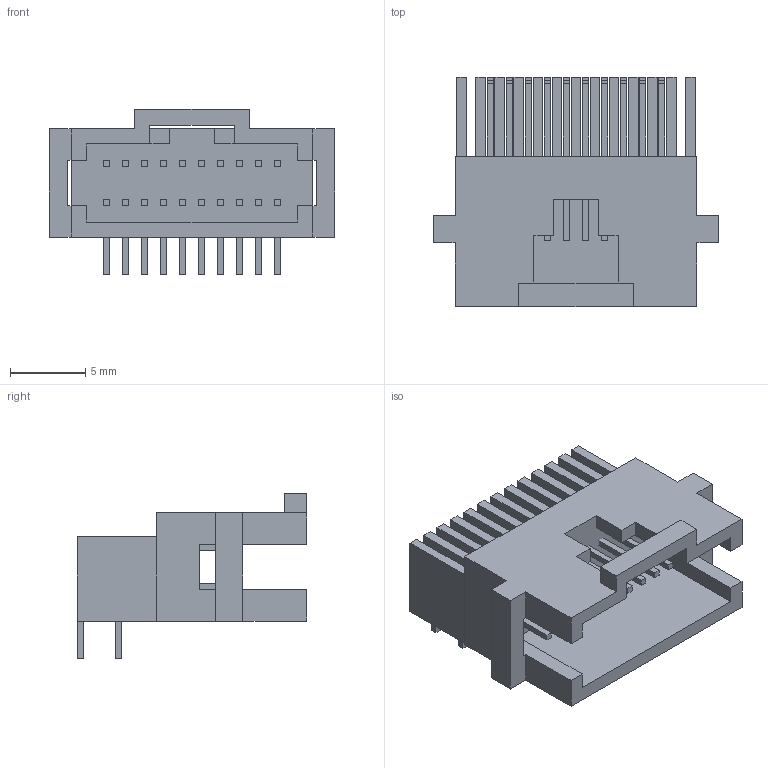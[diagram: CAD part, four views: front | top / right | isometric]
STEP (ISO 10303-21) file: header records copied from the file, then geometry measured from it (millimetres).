
FILE_DESCRIPTION(('FreeCAD Model'),'2;1');
FILE_NAME('Open CASCADE Shape Model','2025-01-21T17:45:37',(''),(''), 'Open CASCADE STEP processor 7.8','FreeCAD','Unknown');
FILE_SCHEMA(('AUTOMOTIVE_DESIGN { 1 0 10303 214 1 1 1 1 }'));
Length unit declared in the file: millimetre
Products named in the file (5): _x10_horizontal; Group; Group001; Group002; difference
Assembly tree (4 placements, depth 2):
  _x10_horizontal
    Group
    Group001
    Group002
    difference
Bounding box: 19 x 15.27 x 11 mm (x, y, z)
Volume: 962.6 mm3; surface area: 2645.5 mm2
Topology: 54 solids, 54 shells, 360 faces, 774 edges, 516 vertices
Faces by surface type: plane 360
Entity records: 10019 total; most frequent: CARTESIAN_POINT 1655, ORIENTED_EDGE 1548, DIRECTION 1504, EDGE_CURVE 774, LINE 774, VECTOR 774, VERTEX_POINT 516, AXIS2_PLACEMENT_3D 365
